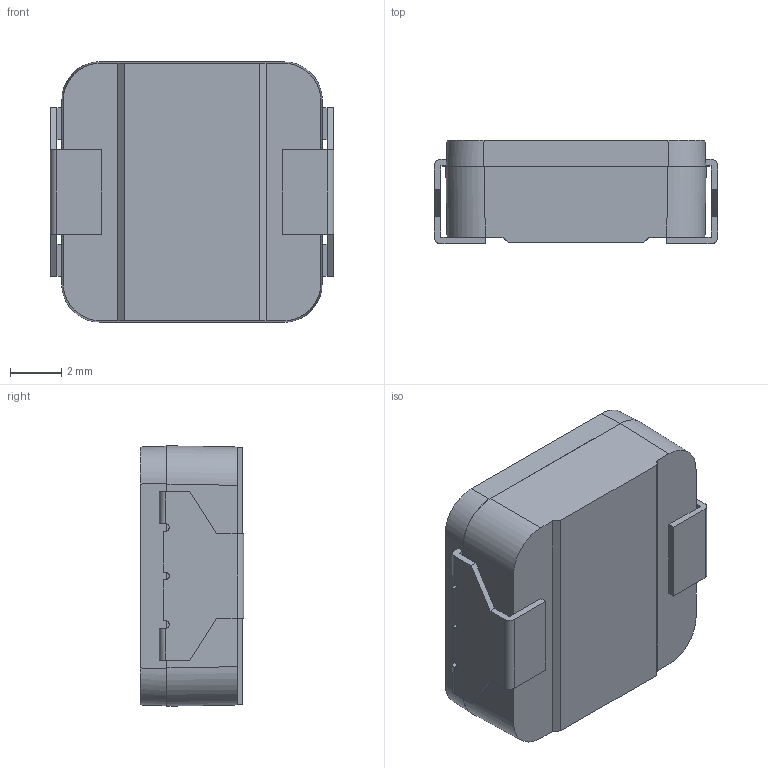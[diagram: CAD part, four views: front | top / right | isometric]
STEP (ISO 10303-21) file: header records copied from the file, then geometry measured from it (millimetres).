
FILE_DESCRIPTION (( 'STEP AP214' ), '1' );
FILE_NAME ('MPX1D1040(3)(KEMET.STEP', '2019-07-10T06:31:19', ( '' ), ( '' ), 'SwSTEP 2.0', 'SolidWorks 2018', '' );
FILE_SCHEMA (( 'AUTOMOTIVE_DESIGN' ));
Length unit declared in the file: millimetre
Products named in the file (1): MPX1D1040(3)(KEMET
Bounding box: 11.1 x 4.06 x 10.2 mm (x, y, z)
Volume: 406.6 mm3; surface area: 426.2 mm2
Topology: 1 solids, 1 shells, 131 faces, 383 edges, 254 vertices
Faces by surface type: plane 112, cylinder 19
Entity records: 5762 total; most frequent: CARTESIAN_POINT 829, ORIENTED_EDGE 766, DIRECTION 649, EDGE_CURVE 383, LINE 341, VECTOR 341, VERTEX_POINT 254, AXIS2_PLACEMENT_3D 154
